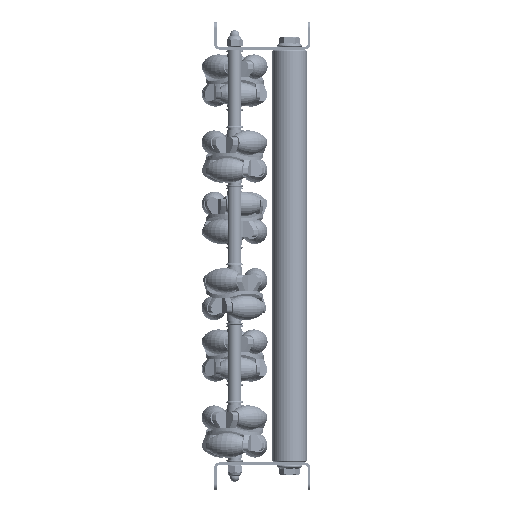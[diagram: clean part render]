
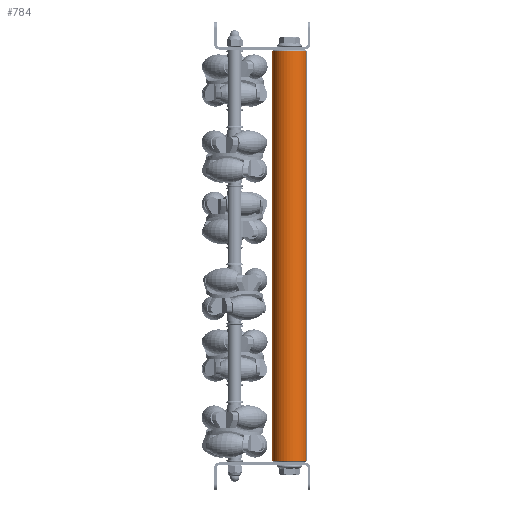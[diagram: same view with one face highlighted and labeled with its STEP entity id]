
A CAD part, left-side view. The second image highlights one B-rep face of the part: STEP entity #784.
In plain terms, the highlighted cylindrical face has radius 12.5 mm (diameter 25 mm), a partial arc.
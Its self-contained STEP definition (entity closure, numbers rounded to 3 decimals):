
#222 = CARTESIAN_POINT ( 'NONE',  ( 299., 0., 12.5 ) ) ;
#784 = ADVANCED_FACE ( 'NONE', ( #10291 ), #13954, .T. ) ;
#1072 = DIRECTION ( 'NONE',  ( 0., 0., 1. ) ) ;
#1217 = VECTOR ( 'NONE', #14702, 1000. ) ;
#1926 = CIRCLE ( 'NONE', #8540, 12.5 ) ;
#1986 = VERTEX_POINT ( 'NONE', #9002 ) ;
#4101 = DIRECTION ( 'NONE',  ( -1., 0., 0. ) ) ;
#4339 = CARTESIAN_POINT ( 'NONE',  ( 299., 0., -12.5 ) ) ;
#4646 = EDGE_CURVE ( 'NONE', #16516, #10780, #7215, .T. ) ;
#4897 = CARTESIAN_POINT ( 'NONE',  ( 1., 0., 12.5 ) ) ;
#5107 = EDGE_CURVE ( 'NONE', #16516, #1986, #5370, .T. ) ;
#5370 = LINE ( 'NONE', #13518, #11396 ) ;
#5922 = ORIENTED_EDGE ( 'NONE', *, *, #5107, .F. ) ;
#6758 = CARTESIAN_POINT ( 'NONE',  ( 300., 0., 12.5 ) ) ;
#7215 = CIRCLE ( 'NONE', #16848, 12.5 ) ;
#7554 = EDGE_CURVE ( 'NONE', #11923, #1986, #1926, .T. ) ;
#7761 = DIRECTION ( 'NONE',  ( 0., 0., -1. ) ) ;
#7834 = DIRECTION ( 'NONE',  ( 1., 0., 0. ) ) ;
#8432 = DIRECTION ( 'NONE',  ( 0., 0., -1. ) ) ;
#8540 = AXIS2_PLACEMENT_3D ( 'NONE', #13185, #7834, #7761 ) ;
#9002 = CARTESIAN_POINT ( 'NONE',  ( 1., 0., -12.5 ) ) ;
#9115 = ORIENTED_EDGE ( 'NONE', *, *, #7554, .T. ) ;
#10291 = FACE_OUTER_BOUND ( 'NONE', #14119, .T. ) ;
#10780 = VERTEX_POINT ( 'NONE', #222 ) ;
#11396 = VECTOR ( 'NONE', #16154, 1000. ) ;
#11509 = DIRECTION ( 'NONE',  ( -1., 0., 0. ) ) ;
#11923 = VERTEX_POINT ( 'NONE', #4897 ) ;
#12057 = AXIS2_PLACEMENT_3D ( 'NONE', #12899, #11509, #1072 ) ;
#12817 = EDGE_CURVE ( 'NONE', #10780, #11923, #12909, .T. ) ;
#12899 = CARTESIAN_POINT ( 'NONE',  ( 300., 0., 0. ) ) ;
#12909 = LINE ( 'NONE', #6758, #1217 ) ;
#13185 = CARTESIAN_POINT ( 'NONE',  ( 1., 0., 0. ) ) ;
#13518 = CARTESIAN_POINT ( 'NONE',  ( 300., 0., -12.5 ) ) ;
#13536 = CARTESIAN_POINT ( 'NONE',  ( 299., 0., 0. ) ) ;
#13954 = CYLINDRICAL_SURFACE ( 'NONE', #12057, 12.5 ) ;
#13976 = ORIENTED_EDGE ( 'NONE', *, *, #4646, .T. ) ;
#14060 = ORIENTED_EDGE ( 'NONE', *, *, #12817, .T. ) ;
#14119 = EDGE_LOOP ( 'NONE', ( #5922, #13976, #14060, #9115 ) ) ;
#14702 = DIRECTION ( 'NONE',  ( -1., 0., 0. ) ) ;
#16154 = DIRECTION ( 'NONE',  ( -1., 0., 0. ) ) ;
#16516 = VERTEX_POINT ( 'NONE', #4339 ) ;
#16848 = AXIS2_PLACEMENT_3D ( 'NONE', #13536, #4101, #8432 ) ;
